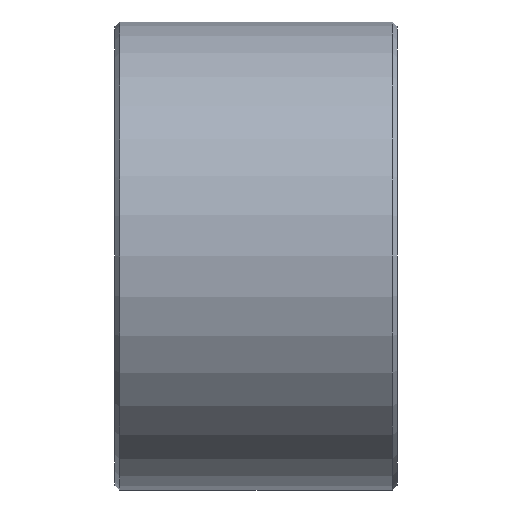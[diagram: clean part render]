
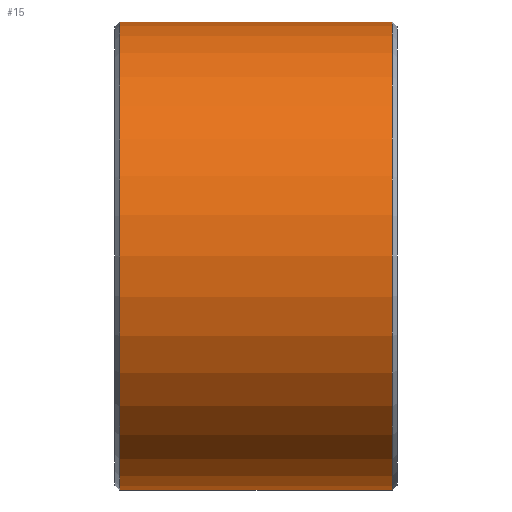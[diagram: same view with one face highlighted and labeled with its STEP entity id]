
A CAD part, left-side view. The second image highlights one B-rep face of the part: STEP entity #15.
In plain terms, the highlighted cylindrical face has radius 4.975 mm (diameter 9.95 mm), a partial arc.
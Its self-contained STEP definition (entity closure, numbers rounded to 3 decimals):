
#12 = ORIENTED_EDGE ( 'NONE', *, *, #260, .T. ) ;
#15 = ADVANCED_FACE ( 'NONE', ( #339 ), #225, .T. ) ;
#17 = ORIENTED_EDGE ( 'NONE', *, *, #156, .F. ) ;
#35 = CARTESIAN_POINT ( 'NONE',  ( 0., 3., 0. ) ) ;
#67 = VERTEX_POINT ( 'NONE', #272 ) ;
#75 = DIRECTION ( 'NONE',  ( 0., 1., 0. ) ) ;
#76 = CARTESIAN_POINT ( 'NONE',  ( 0., 3., -4.975 ) ) ;
#102 = DIRECTION ( 'NONE',  ( 0., -1., 0. ) ) ;
#107 = DIRECTION ( 'NONE',  ( 0., 0., -1. ) ) ;
#120 = VERTEX_POINT ( 'NONE', #274 ) ;
#129 = LINE ( 'NONE', #307, #327 ) ;
#151 = CIRCLE ( 'NONE', #435, 4.975 ) ;
#156 = EDGE_CURVE ( 'NONE', #320, #67, #129, .T. ) ;
#172 = DIRECTION ( 'NONE',  ( 0., -1., 0. ) ) ;
#184 = DIRECTION ( 'NONE',  ( 0., -1., 0. ) ) ;
#190 = DIRECTION ( 'NONE',  ( 0., -1., 0. ) ) ;
#198 = CIRCLE ( 'NONE', #335, 4.975 ) ;
#214 = DIRECTION ( 'NONE',  ( 0., 0., 1. ) ) ;
#218 = LINE ( 'NONE', #76, #389 ) ;
#225 = CYLINDRICAL_SURFACE ( 'NONE', #385, 4.975 ) ;
#226 = VERTEX_POINT ( 'NONE', #346 ) ;
#260 = EDGE_CURVE ( 'NONE', #226, #67, #198, .T. ) ;
#261 = ORIENTED_EDGE ( 'NONE', *, *, #290, .T. ) ;
#272 = CARTESIAN_POINT ( 'NONE',  ( 0., -2.9, 4.975 ) ) ;
#274 = CARTESIAN_POINT ( 'NONE',  ( 0., 2.9, -4.975 ) ) ;
#290 = EDGE_CURVE ( 'NONE', #120, #226, #218, .T. ) ;
#307 = CARTESIAN_POINT ( 'NONE',  ( 0., 3., 4.975 ) ) ;
#320 = VERTEX_POINT ( 'NONE', #422 ) ;
#327 = VECTOR ( 'NONE', #102, 1000. ) ;
#329 = EDGE_CURVE ( 'NONE', #320, #120, #151, .T. ) ;
#335 = AXIS2_PLACEMENT_3D ( 'NONE', #421, #75, #214 ) ;
#339 = FACE_OUTER_BOUND ( 'NONE', #384, .T. ) ;
#346 = CARTESIAN_POINT ( 'NONE',  ( 0., -2.9, -4.975 ) ) ;
#351 = CARTESIAN_POINT ( 'NONE',  ( 0., 2.9, 0. ) ) ;
#384 = EDGE_LOOP ( 'NONE', ( #17, #413, #261, #12 ) ) ;
#385 = AXIS2_PLACEMENT_3D ( 'NONE', #35, #172, #107 ) ;
#389 = VECTOR ( 'NONE', #184, 1000. ) ;
#413 = ORIENTED_EDGE ( 'NONE', *, *, #329, .T. ) ;
#421 = CARTESIAN_POINT ( 'NONE',  ( 0., -2.9, 0. ) ) ;
#422 = CARTESIAN_POINT ( 'NONE',  ( 0., 2.9, 4.975 ) ) ;
#426 = DIRECTION ( 'NONE',  ( 0., 0., 1. ) ) ;
#435 = AXIS2_PLACEMENT_3D ( 'NONE', #351, #190, #426 ) ;
